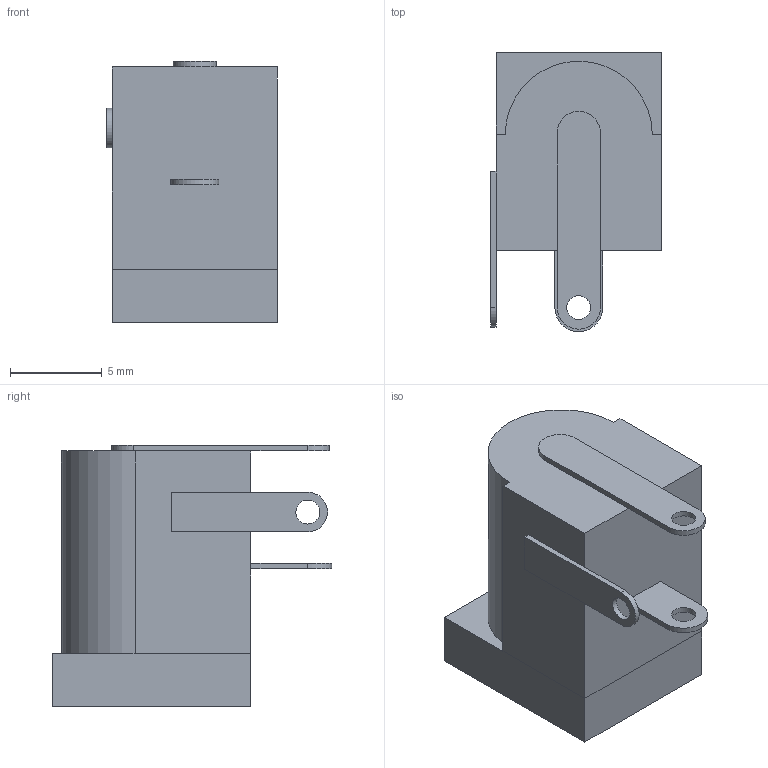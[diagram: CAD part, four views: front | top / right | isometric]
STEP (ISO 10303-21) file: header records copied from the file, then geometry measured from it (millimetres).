
FILE_DESCRIPTION(('FreeCAD Model'),'2;1');
FILE_NAME('Fusion001.step','2018-11-05T16:32:07',('kicad StepUp'),('ksu MCAD'), 'Open CASCADE STEP processor 7.3','FreeCAD','Unknown');
FILE_SCHEMA(('AUTOMOTIVE_DESIGN { 1 0 10303 214 1 1 1 1 }'));
Length unit declared in the file: millimetre
Products named in the file (1): Fusion001
Bounding box: 9.3 x 15.2 x 14.2 mm (x, y, z)
Volume: 923.1 mm3; surface area: 1002.8 mm2
Topology: 1 solids, 1 shells, 42 faces, 102 edges, 65 vertices
Faces by surface type: plane 31, cylinder 10, sphere 1
Full cylindrical faces by diameter (mm): 1.3 x3, 1.5 x1, 6.33 x1
Entity records: 1531 total; most frequent: DIRECTION 210, CARTESIAN_POINT 209, ORIENTED_EDGE 202, EDGE_CURVE 101, LINE 78, VECTOR 78, AXIS2_PLACEMENT_3D 66, VERTEX_POINT 65
